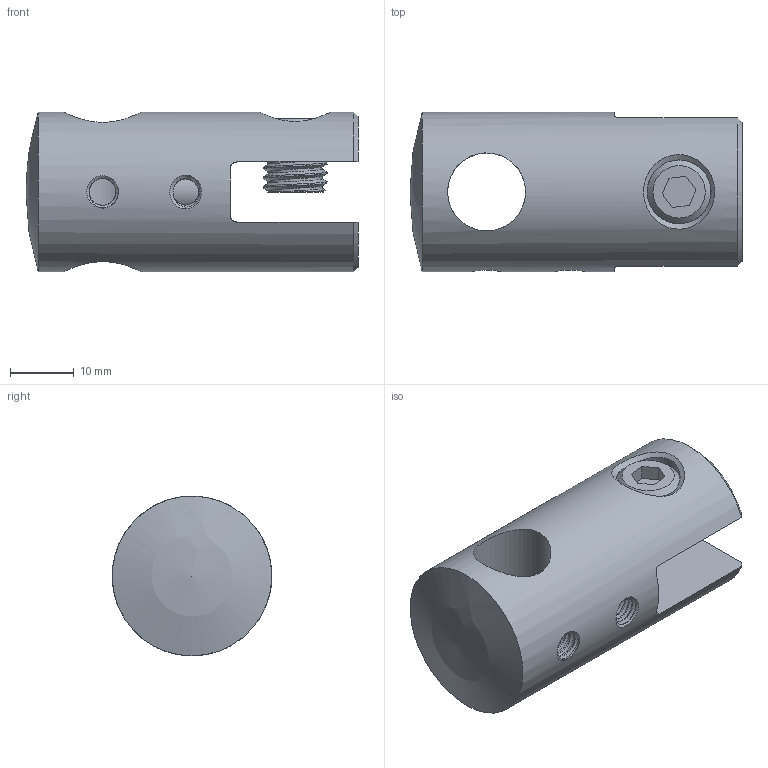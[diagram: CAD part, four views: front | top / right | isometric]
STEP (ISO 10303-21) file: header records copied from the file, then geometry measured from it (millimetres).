
FILE_DESCRIPTION(/* description */ (''),/* implementation_level */ '2;1');
FILE_NAME(/* name */ 'Glasklemmen_X106.stp',/* time_stamp */ '2017-08-09T15:21:18+02:00',/* author */ (''),/* organization */ (''),/* preprocessor_version */ 'ST-DEVELOPER v16',/* originating_system */ 'SIEMENS PLM Software NX 11.0',/* authorisation */ '');
FILE_SCHEMA (('AUTOMOTIVE_DESIGN { 1 0 10303 214 3 1 1 1 }'));
Length unit declared in the file: millimetre
Products named in the file (1): Goge0EC4D08Df649
Bounding box: 52 x 25 x 25 mm (x, y, z)
Volume: 17457.4 mm3; surface area: 7118.1 mm2
Topology: 2 solids, 2 shells, 50 faces, 141 edges, 96 vertices
Faces by surface type: cylinder 16, plane 16, bspline 13, cone 4, sphere 1
Full cylindrical faces by diameter (mm): 10 x1, 12.2 x1, 25 x1
Entity records: 10222 total; most frequent: CARTESIAN_POINT 9123, ORIENTED_EDGE 246, DIRECTION 139, EDGE_CURVE 123, VERTEX_POINT 86, B_SPLINE_CURVE_WITH_KNOTS 77, EDGE_LOOP 65, AXIS2_PLACEMENT_3D 53
